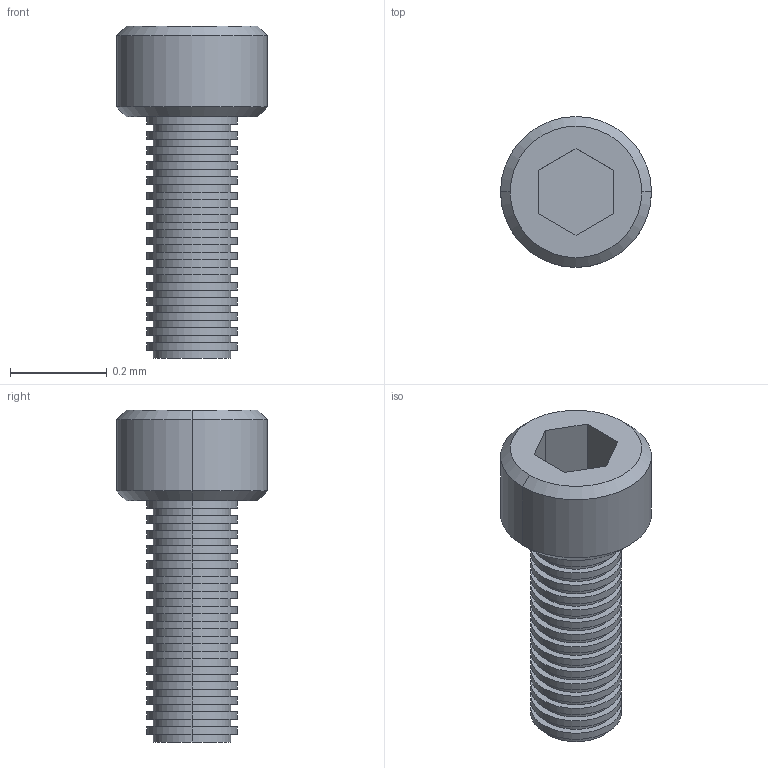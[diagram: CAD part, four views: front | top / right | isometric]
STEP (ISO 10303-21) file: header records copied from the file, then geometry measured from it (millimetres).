
FILE_DESCRIPTION(('STEP AP214'),'1');
FILE_NAME('tmp0.step',' ',(' '),(' '),'XStep 1.0',' ',' ');
FILE_SCHEMA(('automotive_design'));
Length unit declared in the file: millimetre
Bounding box: 0.31 x 0.31 x 0.69 mm (x, y, z)
Volume: 0 mm3; surface area: 2.2 mm2
Topology: 33 solids, 33 shells, 143 faces, 224 edges, 148 vertices
Faces by surface type: plane 73, cylinder 66, cone 4
Entity records: 5186 total; most frequent: DIRECTION 712, CARTESIAN_POINT 548, ORIENTED_EDGE 448, AXIS2_PLACEMENT_3D 312, EDGE_CURVE 224, STYLED_ITEM 176, PRESENTATION_STYLE_ASSIGNMENT 176, SURFACE_STYLE_USAGE 176
